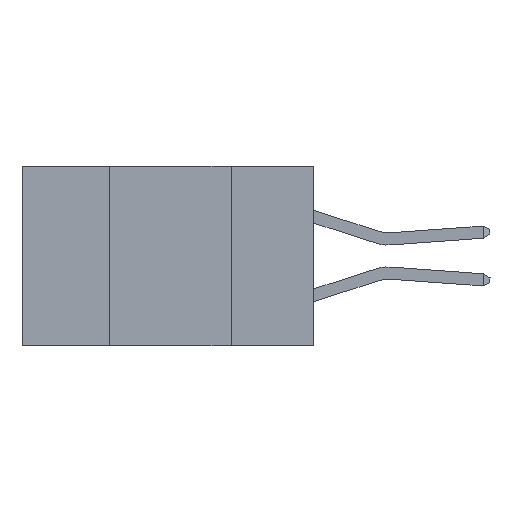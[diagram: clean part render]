
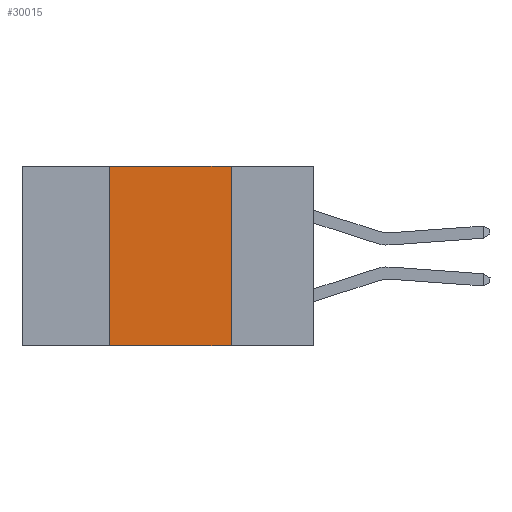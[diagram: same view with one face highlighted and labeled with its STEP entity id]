
A CAD part, left-side view. The second image highlights one B-rep face of the part: STEP entity #30015.
In plain terms, the highlighted planar face has unit normal (-1, 0, 0).
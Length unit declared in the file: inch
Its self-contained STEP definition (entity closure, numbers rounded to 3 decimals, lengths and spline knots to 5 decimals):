
#1358 = CARTESIAN_POINT ( 'NONE',  ( 0., 0.17, 0. ) ) ;
#2585 = CARTESIAN_POINT ( 'NONE',  ( 0., 0.17, 0. ) ) ;
#2758 = DIRECTION ( 'NONE',  ( 0., 0., 1. ) ) ;
#3786 = EDGE_CURVE ( 'NONE', #35110, #10284, #18801, .T. ) ;
#5392 = CARTESIAN_POINT ( 'NONE',  ( 0., 0.42, 0. ) ) ;
#7641 = LINE ( 'NONE', #1358, #41092 ) ;
#8337 = DIRECTION ( 'NONE',  ( 1., 0., 0. ) ) ;
#10242 = VERTEX_POINT ( 'NONE', #2585 ) ;
#10284 = VERTEX_POINT ( 'NONE', #28192 ) ;
#11907 = CARTESIAN_POINT ( 'NONE',  ( 0., 0.6, 0. ) ) ;
#14807 = VECTOR ( 'NONE', #2758, 39.37008 ) ;
#15506 = ORIENTED_EDGE ( 'NONE', *, *, #25133, .F. ) ;
#18091 = LINE ( 'NONE', #31661, #39644 ) ;
#18607 = DIRECTION ( 'NONE',  ( 0., 0., -1. ) ) ;
#18801 = LINE ( 'NONE', #39721, #25838 ) ;
#19977 = EDGE_CURVE ( 'NONE', #35110, #25283, #26834, .T. ) ;
#22801 = DIRECTION ( 'NONE',  ( 0., -1., 0. ) ) ;
#24357 = DIRECTION ( 'NONE',  ( 0., 0., -1. ) ) ;
#25133 = EDGE_CURVE ( 'NONE', #10242, #10284, #7641, .T. ) ;
#25283 = VERTEX_POINT ( 'NONE', #5392 ) ;
#25838 = VECTOR ( 'NONE', #22801, 39.37008 ) ;
#26834 = LINE ( 'NONE', #39753, #14807 ) ;
#27724 = ORIENTED_EDGE ( 'NONE', *, *, #39436, .F. ) ;
#28115 = DIRECTION ( 'NONE',  ( 0., -1., 0. ) ) ;
#28192 = CARTESIAN_POINT ( 'NONE',  ( 0., 0.17, -0.37 ) ) ;
#30015 = ADVANCED_FACE ( 'NONE', ( #35962 ), #38638, .F. ) ;
#30320 = ORIENTED_EDGE ( 'NONE', *, *, #19977, .F. ) ;
#31661 = CARTESIAN_POINT ( 'NONE',  ( 0., 0.6, 0. ) ) ;
#32932 = CARTESIAN_POINT ( 'NONE',  ( 0., 0.42, -0.37 ) ) ;
#34622 = EDGE_LOOP ( 'NONE', ( #15506, #27724, #30320, #41840 ) ) ;
#35110 = VERTEX_POINT ( 'NONE', #32932 ) ;
#35962 = FACE_OUTER_BOUND ( 'NONE', #34622, .T. ) ;
#36316 = AXIS2_PLACEMENT_3D ( 'NONE', #11907, #8337, #18607 ) ;
#38638 = PLANE ( 'NONE',  #36316 ) ;
#39436 = EDGE_CURVE ( 'NONE', #25283, #10242, #18091, .T. ) ;
#39644 = VECTOR ( 'NONE', #28115, 39.37008 ) ;
#39721 = CARTESIAN_POINT ( 'NONE',  ( 0., 0.6, -0.37 ) ) ;
#39753 = CARTESIAN_POINT ( 'NONE',  ( 0., 0.42, 0. ) ) ;
#41092 = VECTOR ( 'NONE', #24357, 39.37008 ) ;
#41840 = ORIENTED_EDGE ( 'NONE', *, *, #3786, .T. ) ;
